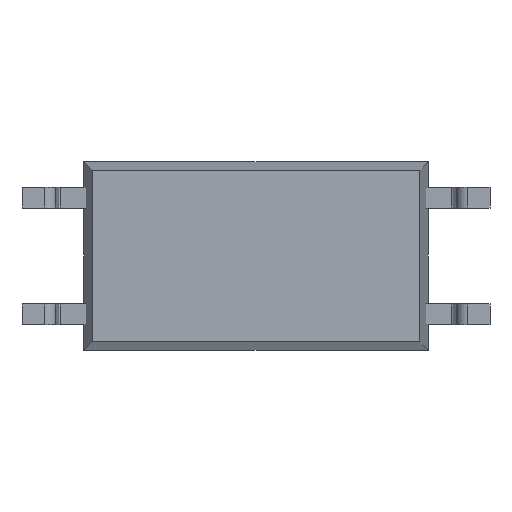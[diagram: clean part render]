
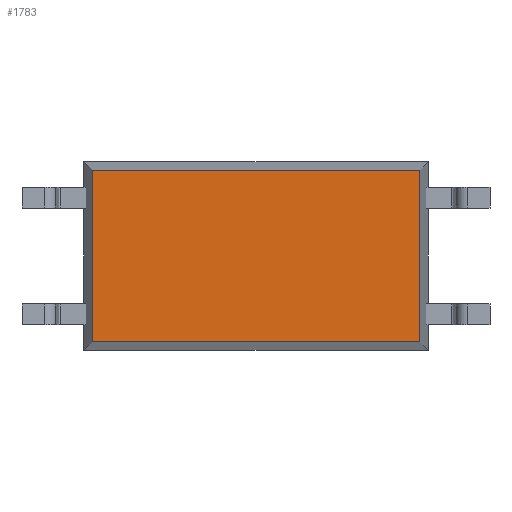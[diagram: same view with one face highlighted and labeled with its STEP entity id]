
A CAD part, front view. The second image highlights one B-rep face of the part: STEP entity #1783.
In plain terms, the highlighted planar face has unit normal (0, -1, 0).
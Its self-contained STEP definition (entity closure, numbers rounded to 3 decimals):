
#3 = EDGE_CURVE ( 'NONE', #621, #1498, #916, .T. ) ;
#22 = DIRECTION ( 'NONE',  ( 0., 0., -1. ) ) ;
#30 = VECTOR ( 'NONE', #1400, 1000. ) ;
#62 = ORIENTED_EDGE ( 'NONE', *, *, #845, .F. ) ;
#78 = ORIENTED_EDGE ( 'NONE', *, *, #1747, .F. ) ;
#368 = CARTESIAN_POINT ( 'NONE',  ( -3.574, 0.3, -1.874 ) ) ;
#394 = CARTESIAN_POINT ( 'NONE',  ( 0., 0.3, -1.874 ) ) ;
#604 = DIRECTION ( 'NONE',  ( 1., 0., 0. ) ) ;
#621 = VERTEX_POINT ( 'NONE', #1697 ) ;
#660 = EDGE_CURVE ( 'NONE', #2143, #621, #1381, .T. ) ;
#715 = CARTESIAN_POINT ( 'NONE',  ( 3.574, 0.3, 0. ) ) ;
#754 = CARTESIAN_POINT ( 'NONE',  ( 0., 0.3, 1.874 ) ) ;
#757 = VECTOR ( 'NONE', #2120, 1000. ) ;
#845 = EDGE_CURVE ( 'NONE', #1498, #982, #1220, .T. ) ;
#916 = LINE ( 'NONE', #394, #30 ) ;
#921 = PLANE ( 'NONE',  #1579 ) ;
#982 = VERTEX_POINT ( 'NONE', #1856 ) ;
#1123 = FACE_OUTER_BOUND ( 'NONE', #1814, .T. ) ;
#1140 = ORIENTED_EDGE ( 'NONE', *, *, #660, .F. ) ;
#1219 = VECTOR ( 'NONE', #22, 1000. ) ;
#1220 = LINE ( 'NONE', #1433, #757 ) ;
#1258 = DIRECTION ( 'NONE',  ( -1., 0., 0. ) ) ;
#1381 = LINE ( 'NONE', #715, #1219 ) ;
#1400 = DIRECTION ( 'NONE',  ( -1., 0., 0. ) ) ;
#1429 = LINE ( 'NONE', #754, #2163 ) ;
#1433 = CARTESIAN_POINT ( 'NONE',  ( -3.574, 0.3, 0. ) ) ;
#1462 = DIRECTION ( 'NONE',  ( 0., 1., 0. ) ) ;
#1498 = VERTEX_POINT ( 'NONE', #368 ) ;
#1579 = AXIS2_PLACEMENT_3D ( 'NONE', #1811, #1462, #1258 ) ;
#1697 = CARTESIAN_POINT ( 'NONE',  ( 3.574, 0.3, -1.874 ) ) ;
#1706 = CARTESIAN_POINT ( 'NONE',  ( 3.574, 0.3, 1.874 ) ) ;
#1747 = EDGE_CURVE ( 'NONE', #982, #2143, #1429, .T. ) ;
#1748 = ORIENTED_EDGE ( 'NONE', *, *, #3, .F. ) ;
#1783 = ADVANCED_FACE ( 'NONE', ( #1123 ), #921, .F. ) ;
#1811 = CARTESIAN_POINT ( 'NONE',  ( 0., 0.3, 0. ) ) ;
#1814 = EDGE_LOOP ( 'NONE', ( #1140, #78, #62, #1748 ) ) ;
#1856 = CARTESIAN_POINT ( 'NONE',  ( -3.574, 0.3, 1.874 ) ) ;
#2120 = DIRECTION ( 'NONE',  ( 0., 0., 1. ) ) ;
#2143 = VERTEX_POINT ( 'NONE', #1706 ) ;
#2163 = VECTOR ( 'NONE', #604, 1000. ) ;
